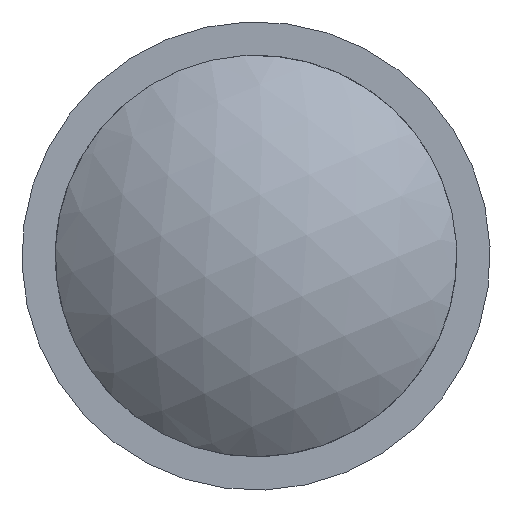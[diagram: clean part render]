
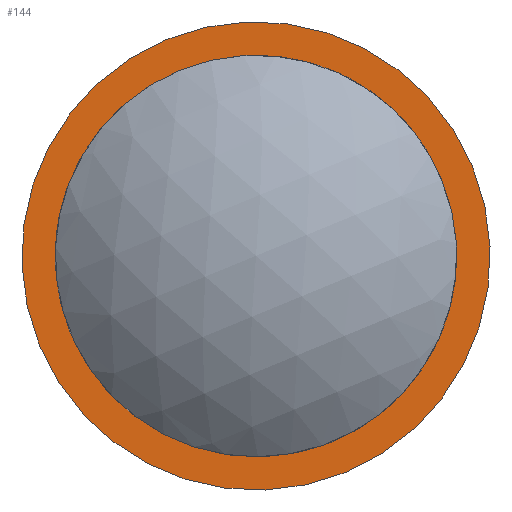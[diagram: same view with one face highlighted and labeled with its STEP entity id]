
A CAD part, front view. The second image highlights one B-rep face of the part: STEP entity #144.
In plain terms, the highlighted planar face has unit normal (0, -1, 0).
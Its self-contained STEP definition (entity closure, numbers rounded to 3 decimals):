
#88=CARTESIAN_POINT('',(2.572,-22.827,7.346));
#89=VERTEX_POINT('',#88);
#106=CARTESIAN_POINT('',(5.,-22.827,8.345));
#107=DIRECTION('',(0.,1.,0.));
#108=DIRECTION('',(-0.925,0.,-0.38));
#109=AXIS2_PLACEMENT_3D('',#106,#107,#108);
#110=CIRCLE('',#109,2.625);
#111=EDGE_CURVE('',#89,#89,#110,.T.);
#125=CARTESIAN_POINT('',(5.,-22.827,8.345));
#126=DIRECTION('',(0.,1.,0.));
#127=DIRECTION('',(0.925,-0.,0.38));
#128=AXIS2_PLACEMENT_3D('',#125,#126,#127);
#129=PLANE('',#128);
#130=ORIENTED_EDGE('',*,*,#111,.F.);
#131=EDGE_LOOP('',(#130));
#132=FACE_BOUND('',#131,.T.);
#133=CARTESIAN_POINT('',(4.144,-22.827,10.426));
#134=VERTEX_POINT('',#133);
#135=CARTESIAN_POINT('',(5.,-22.827,8.345));
#136=DIRECTION('',(-0.,1.,0.));
#137=DIRECTION('',(-0.38,-0.,0.925));
#138=AXIS2_PLACEMENT_3D('',#135,#136,#137);
#139=CIRCLE('',#138,2.25);
#140=EDGE_CURVE('',#134,#134,#139,.T.);
#141=ORIENTED_EDGE('',*,*,#140,.T.);
#142=EDGE_LOOP('',(#141));
#143=FACE_BOUND('',#142,.T.);
#144=ADVANCED_FACE('',(#132,#143),#129,.F.);
